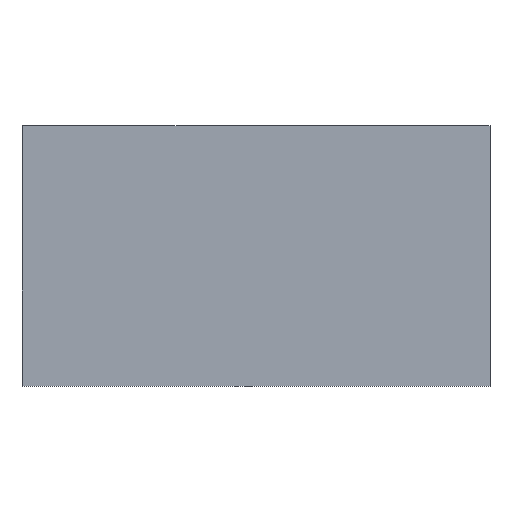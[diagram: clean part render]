
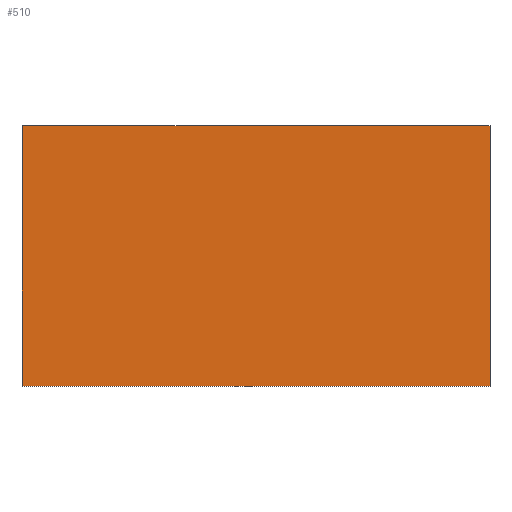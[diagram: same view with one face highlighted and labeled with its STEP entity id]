
A CAD part, top view. The second image highlights one B-rep face of the part: STEP entity #510.
In plain terms, the highlighted planar face has unit normal (0, 0, 1).
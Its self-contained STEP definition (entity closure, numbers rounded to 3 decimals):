
#24=FACE_OUTER_BOUND('',#50,.T.);
#50=EDGE_LOOP('',(#383,#384,#385,#386));
#102=LINE('',#768,#174);
#106=LINE('',#777,#178);
#107=LINE('',#778,#179);
#108=LINE('',#779,#180);
#174=VECTOR('',#622,10.);
#178=VECTOR('',#628,10.);
#179=VECTOR('',#629,10.);
#180=VECTOR('',#630,10.);
#239=VERTEX_POINT('',#766);
#240=VERTEX_POINT('',#767);
#243=VERTEX_POINT('',#775);
#244=VERTEX_POINT('',#776);
#294=EDGE_CURVE('',#239,#240,#102,.T.);
#298=EDGE_CURVE('',#243,#244,#106,.T.);
#299=EDGE_CURVE('',#240,#244,#107,.T.);
#300=EDGE_CURVE('',#239,#243,#108,.T.);
#383=ORIENTED_EDGE('',*,*,#298,.T.);
#384=ORIENTED_EDGE('',*,*,#299,.F.);
#385=ORIENTED_EDGE('',*,*,#294,.F.);
#386=ORIENTED_EDGE('',*,*,#300,.T.);
#484=PLANE('',#550);
#510=ADVANCED_FACE('',(#24),#484,.T.);
#550=AXIS2_PLACEMENT_3D('',#774,#626,#627);
#622=DIRECTION('',(0.,1.,0.));
#626=DIRECTION('center_axis',(0.,0.,1.));
#627=DIRECTION('ref_axis',(1.,0.,0.));
#628=DIRECTION('',(0.,1.,0.));
#629=DIRECTION('',(1.,0.,0.));
#630=DIRECTION('',(1.,0.,0.));
#766=CARTESIAN_POINT('',(-48.,0.,15.));
#767=CARTESIAN_POINT('',(-48.,54.,15.));
#768=CARTESIAN_POINT('',(-48.,0.,15.));
#774=CARTESIAN_POINT('Origin',(-48.,0.,15.));
#775=CARTESIAN_POINT('',(49.,0.,15.));
#776=CARTESIAN_POINT('',(49.,54.,15.));
#777=CARTESIAN_POINT('',(49.,0.,15.));
#778=CARTESIAN_POINT('',(-48.,54.,15.));
#779=CARTESIAN_POINT('',(-48.,0.,15.));
